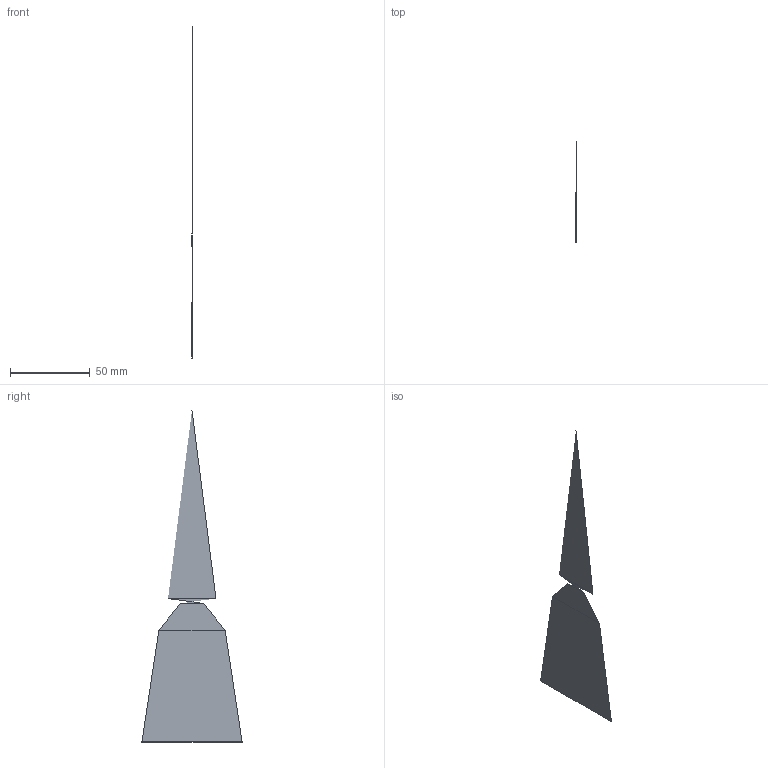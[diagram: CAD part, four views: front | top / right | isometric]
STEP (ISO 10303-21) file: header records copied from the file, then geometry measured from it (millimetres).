
FILE_DESCRIPTION(/* description */ (''),/* implementation_level */ '2;1');
FILE_NAME(/* name */ '1744.150_LUNAR',/* time_stamp */ '2023-01-18T17:46:38+01:00',/* author */ (''),/* organization */ (''),/* preprocessor_version */ 'ST-DEVELOPER v16.5',/* originating_system */ 'Rhino 7.15',/* authorisation */ '');
FILE_SCHEMA (('CONFIG_CONTROL_DESIGN'));
Length unit declared in the file: millimetre
Products named in the file (1): Document
Bounding box: 0 x 62.67 x 207.83 mm (x, y, z)
Surface area: 63055.5 mm2 (no closed solid volume)
Topology: 0 solids, 7 shells, 14 faces, 49 edges, 33 vertices
Faces by surface type: bspline 14
Entity records: 666 total; most frequent: CARTESIAN_POINT 400, ORIENTED_EDGE 46, EDGE_CURVE 32, VERTEX_POINT 23, ADVANCED_FACE 14, FACE_OUTER_BOUND 14, EDGE_LOOP 14, DIRECTION 8
